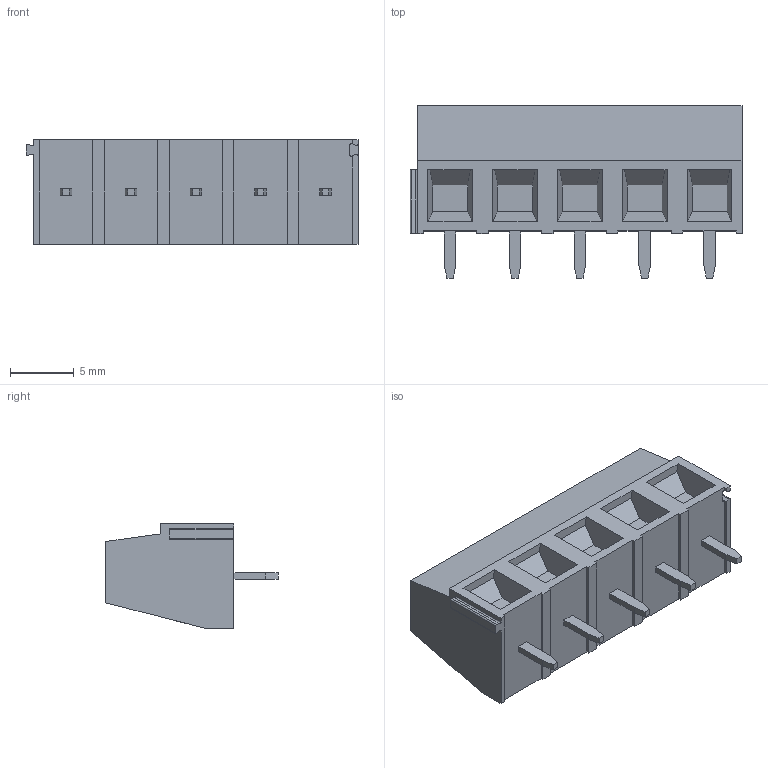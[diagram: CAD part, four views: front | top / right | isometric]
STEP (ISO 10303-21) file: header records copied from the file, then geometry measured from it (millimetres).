
FILE_DESCRIPTION((''),'2;1');
FILE_NAME('C-282837-5','2021-08-09T00:40:13',('workeradm'),('TE Connectivity Ltd.'),'CREO PARAMETRIC BY PTC INC, 2021072','CREO PARAMETRIC BY PTC INC, 2021072','');
FILE_SCHEMA(('AUTOMOTIVE_DESIGN { 1 0 10303 214 1 1 1 1 }'));
Length unit declared in the file: millimetre
Products named in the file (1): C-282837-5
Bounding box: 26 x 13.5 x 8.2 mm (x, y, z)
Volume: 1567.6 mm3; surface area: 1275.9 mm2
Topology: 1 solids, 1 shells, 194 faces, 519 edges, 346 vertices
Faces by surface type: plane 168, cylinder 26
Entity records: 6171 total; most frequent: CARTESIAN_POINT 1061, ORIENTED_EDGE 1038, DIRECTION 979, EDGE_CURVE 519, VECTOR 447, LINE 447, VERTEX_POINT 346, AXIS2_PLACEMENT_3D 266
